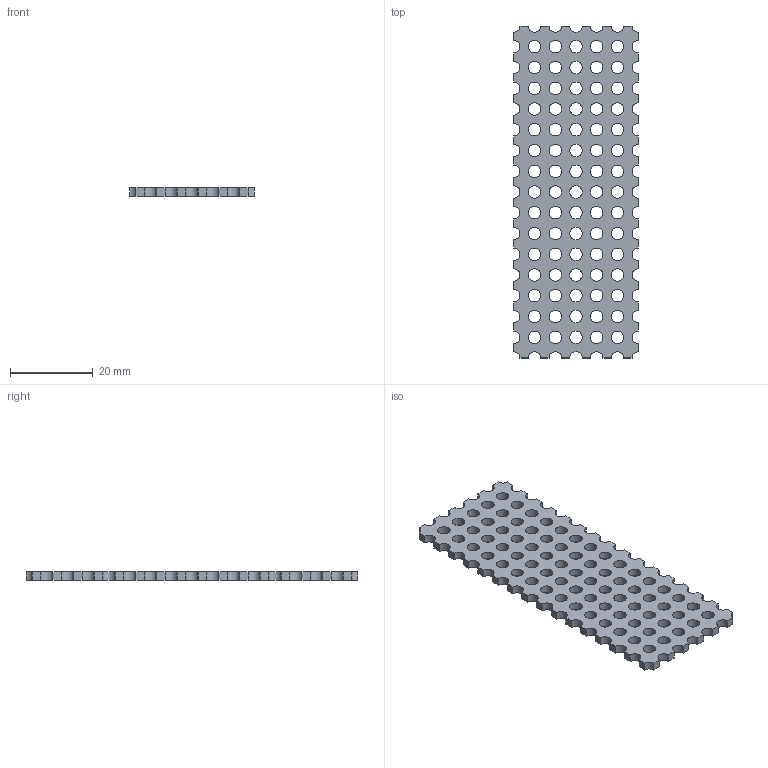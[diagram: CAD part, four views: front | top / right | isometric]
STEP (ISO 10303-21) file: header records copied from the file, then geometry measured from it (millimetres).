
FILE_DESCRIPTION (( 'STEP AP214' ), '1' );
FILE_NAME ('Board 80x30.STEP', '2022-02-11T14:12:43', ( '' ), ( '' ), 'SwSTEP 2.0', 'SolidWorks 2016', '' );
FILE_SCHEMA (( 'AUTOMOTIVE_DESIGN' ));
Length unit declared in the file: millimetre
Products named in the file (2): Board 80x30
Bounding box: 30 x 80 x 2 mm (x, y, z)
Volume: 3442.8 mm3; surface area: 5428.4 mm2
Topology: 1 solids, 1 shells, 255 faces, 759 edges, 506 vertices
Faces by surface type: cylinder 209, plane 46
Entity records: 9140 total; most frequent: DIRECTION 1691, CARTESIAN_POINT 1522, ORIENTED_EDGE 1518, EDGE_CURVE 759, AXIS2_PLACEMENT_3D 675, VERTEX_POINT 506, CIRCLE 418, EDGE_LOOP 405
